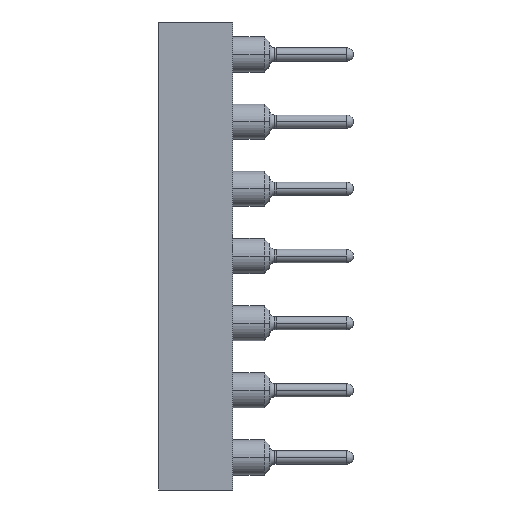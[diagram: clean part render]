
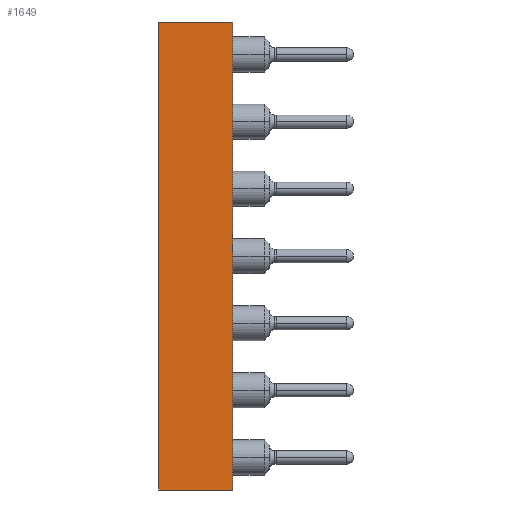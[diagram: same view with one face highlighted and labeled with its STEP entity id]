
A CAD part, left-side view. The second image highlights one B-rep face of the part: STEP entity #1649.
In plain terms, the highlighted planar face has unit normal (-1, 0, 0).
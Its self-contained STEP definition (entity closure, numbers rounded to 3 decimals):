
#1649=ADVANCED_FACE('',(#3362),#3363,.T.);
#3362=FACE_OUTER_BOUND('',#5077,.T.);
#3363=PLANE('',#5078);
#5077=EDGE_LOOP('',(#9536,#9537,#9538,#9539));
#5078=AXIS2_PLACEMENT_3D('',#9540,#9541,#9542);
#9536=ORIENTED_EDGE('',*,*,#11289,.T.);
#9537=ORIENTED_EDGE('',*,*,#11290,.F.);
#9538=ORIENTED_EDGE('',*,*,#11255,.T.);
#9539=ORIENTED_EDGE('',*,*,#11287,.T.);
#9540=CARTESIAN_POINT('',(-5.05,1.4,-8.85));
#9541=DIRECTION('',(-1.0,0.0,0.0));
#9542=DIRECTION('',(0.0,-1.0,0.0));
#11255=EDGE_CURVE('',#13627,#13625,#13628,.T.);
#11287=EDGE_CURVE('',#13625,#13672,#13674,.T.);
#11289=EDGE_CURVE('',#13672,#13676,#13677,.T.);
#11290=EDGE_CURVE('',#13627,#13676,#13678,.T.);
#13625=VERTEX_POINT('',#16417);
#13627=VERTEX_POINT('',#16420);
#13628=LINE('',#16421,#16422);
#13672=VERTEX_POINT('',#16488);
#13674=LINE('',#16491,#16492);
#13676=VERTEX_POINT('',#16494);
#13677=LINE('',#16495,#16496);
#13678=LINE('',#16497,#16498);
#16417=CARTESIAN_POINT('',(-5.05,0.,-8.85));
#16420=CARTESIAN_POINT('',(-5.05,2.8,-8.85));
#16421=CARTESIAN_POINT('',(-5.05,2.8,-8.85));
#16422=VECTOR('',#19086,1.0);
#16488=CARTESIAN_POINT('',(-5.05,0.,8.85));
#16491=CARTESIAN_POINT('',(-5.05,0.,-8.85));
#16492=VECTOR('',#19110,1.0);
#16494=CARTESIAN_POINT('',(-5.05,2.8,8.85));
#16495=CARTESIAN_POINT('',(-5.05,2.8,8.85));
#16496=VECTOR('',#19111,1.0);
#16497=CARTESIAN_POINT('',(-5.05,2.8,-8.85));
#16498=VECTOR('',#19112,1.0);
#19086=DIRECTION('',(0.0,-1.0,0.0));
#19110=DIRECTION('',(0.0,0.0,1.0));
#19111=DIRECTION('',(0.0,1.0,0.0));
#19112=DIRECTION('',(0.0,0.0,1.0));
